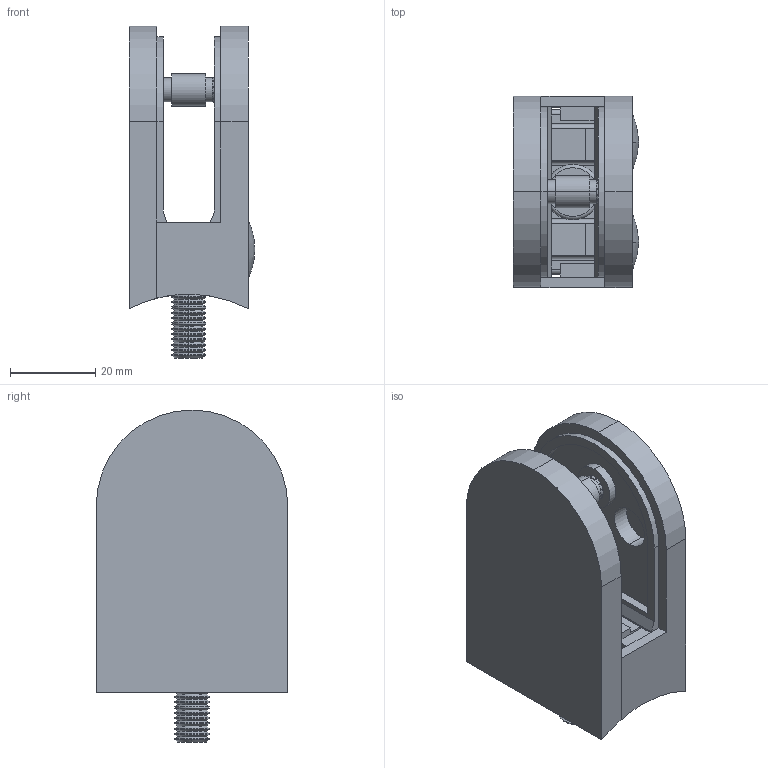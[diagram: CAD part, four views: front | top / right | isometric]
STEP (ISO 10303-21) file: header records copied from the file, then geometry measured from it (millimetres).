
FILE_DESCRIPTION (( 'STEP AP203' ), '1' );
FILE_NAME ('1260-V4A.step', '2018-08-17T09:04:49', ( '' ), ( '' ), 'SwSTEP 2.0', 'SolidWorks 2015', '' );
FILE_SCHEMA (( 'CONFIG_CONTROL_DESIGN' ));
Length unit declared in the file: millimetre
Products named in the file (9): 12XX-XXX Teil1_1260-V4A Teil1; 12XX-XXX Teil2_1260-V4A Teil2; 1260-V4A; socket countersunk head screw_din_DIN 7991 - M6 x 16 --- 16S; 12-Stift Teil1_12-STIFT Teil1; 12-STIFT_12-STIFT; GK-P-G_GK-P-G; 12-Stift Teil2_12-STIFT Teil2; socket head cap screw_din_DIN 912 M8 x 20 --- 20S
Assembly tree (10 placements, depth 3):
  1260-V4A
    12XX-XXX Teil1_1260-V4A Teil1
    12XX-XXX Teil2_1260-V4A Teil2
    12-STIFT_12-STIFT
      12-Stift Teil1_12-STIFT Teil1
      12-Stift Teil2_12-STIFT Teil2
    GK-P-G_GK-P-G  x2
    socket head cap screw_din_DIN 912 M8 x 20 --- 20S
    socket countersunk head screw_din_DIN 7991 - M6 x 16 --- 16S  x2
Bounding box: 29.5 x 45 x 78 mm (x, y, z)
Volume: 40976.8 mm3; surface area: 24110.1 mm2
Topology: 9 solids, 11 shells, 1512 faces, 3955 edges, 2574 vertices
Faces by surface type: plane 692, bspline 375, cylinder 230, cone 197, torus 10, sphere 8
Entity records: 54250 total; most frequent: CARTESIAN_POINT 24889, ORIENTED_EDGE 6400, DIRECTION 4941, EDGE_CURVE 3200, VERTEX_POINT 2092, VECTOR 1897, LINE 1897, AXIS2_PLACEMENT_3D 1522
